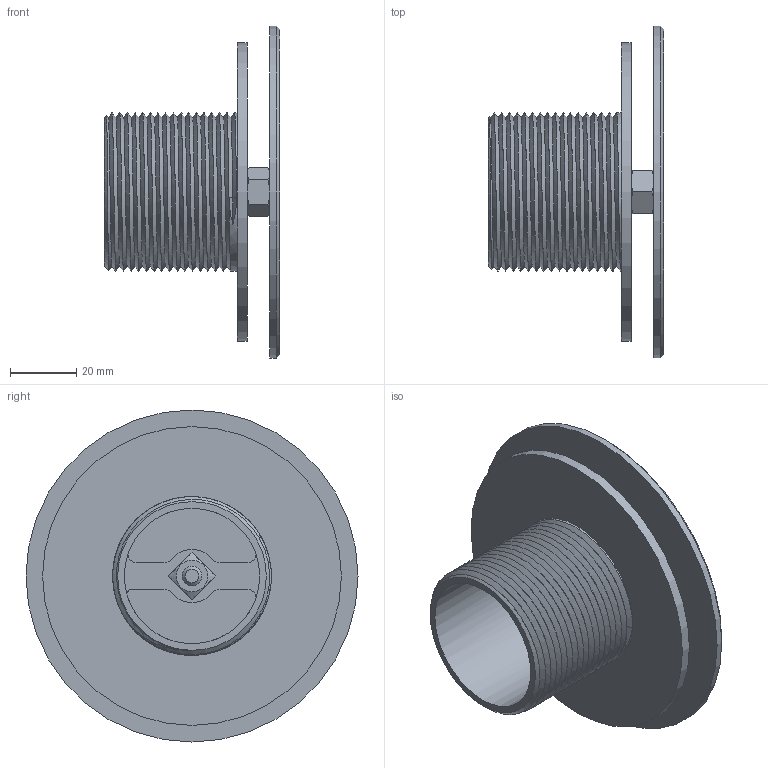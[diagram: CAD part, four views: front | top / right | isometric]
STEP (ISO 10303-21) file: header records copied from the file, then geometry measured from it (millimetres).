
FILE_DESCRIPTION(('STEP AP214'), '1');
FILE_NAME('Ð07-08 Ôîðñóíêà ïîäà÷è âîäû ðàññåèâàþùàÿ (íàðóæ 1.5'') ïëèòêà', '2025-02-26T12:00:57', ('Runwill'), (''), 'C3D Converter', 'C3D Toolkit', '');
FILE_SCHEMA(('AUTOMOTIVE_DESIGN { 1 0 10303 214 3 1 1}'));
Length unit declared in the file: millimetre
Assembly tree (5 placements, depth 3):
  (unnamed)
    (unnamed)
      (unnamed)
    (unnamed)
      (unnamed)
    (unnamed)
Bounding box: 52.8 x 100 x 100 mm (x, y, z)
Volume: 56469 mm3; surface area: 44665.8 mm2
Topology: 5 solids, 5 shells, 94 faces, 231 edges, 147 vertices
Faces by surface type: cylinder 35, plane 34, cone 21, bspline 2, torus 2
Full cylindrical faces by diameter (mm): 4.917 x1, 6 x1, 6.647 x1, 7 x1, 11.34 x1, 40.803 x1, 47.803 x1, 90 x1, 100 x1
Entity records: 10603 total; most frequent: CARTESIAN_POINT 8240, ORIENTED_EDGE 418, DIRECTION 396, EDGE_CURVE 209, AXIS2_PLACEMENT_3D 164, VERTEX_POINT 144, EDGE_LOOP 123, FACE_BOUND 95
